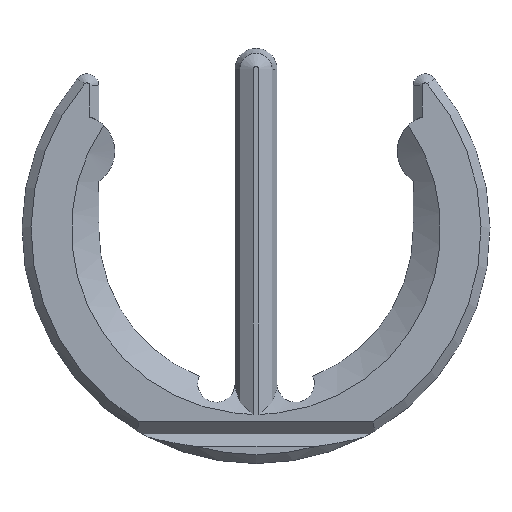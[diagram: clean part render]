
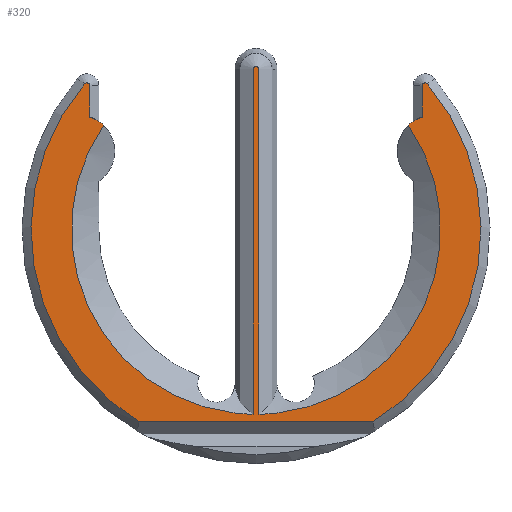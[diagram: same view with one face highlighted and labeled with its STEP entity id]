
A CAD part, left-side view. The second image highlights one B-rep face of the part: STEP entity #320.
In plain terms, the highlighted planar face has unit normal (-1, 0, 0).
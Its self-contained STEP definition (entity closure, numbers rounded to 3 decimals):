
#141 = VERTEX_POINT('',#142);
#142 = CARTESIAN_POINT('',(-0.7,5.087,3.482));
#192 = EDGE_CURVE('',#141,#193,#195,.T.);
#193 = VERTEX_POINT('',#194);
#194 = CARTESIAN_POINT('',(-0.7,0.7,-6.125));
#195 = CIRCLE('',#196,6.165);
#196 = AXIS2_PLACEMENT_3D('',#197,#198,#199);
#197 = CARTESIAN_POINT('',(-0.7,0.,0.));
#198 = DIRECTION('',(-1.,0.,0.));
#199 = DIRECTION('',(0.,-0.208,0.978)
  );
#201 = EDGE_CURVE('',#193,#202,#204,.T.);
#202 = VERTEX_POINT('',#203);
#203 = CARTESIAN_POINT('',(-0.7,0.4,-6.152));
#204 = B_SPLINE_CURVE_WITH_KNOTS('',4,(#205,#206,#207,#208,#209),
  .UNSPECIFIED.,.F.,.F.,(5,5),(0.,1.),.PIECEWISE_BEZIER_KNOTS.);
#205 = CARTESIAN_POINT('',(-0.7,0.7,-6.125));
#206 = CARTESIAN_POINT('',(-0.7,0.625,-6.133));
#207 = CARTESIAN_POINT('',(-0.7,0.55,-6.141));
#208 = CARTESIAN_POINT('',(-0.7,0.475,-6.147));
#209 = CARTESIAN_POINT('',(-0.7,0.4,-6.152));
#211 = EDGE_CURVE('',#202,#212,#214,.T.);
#212 = VERTEX_POINT('',#213);
#213 = CARTESIAN_POINT('',(-0.7,0.1,-6.164));
#214 = B_SPLINE_CURVE_WITH_KNOTS('',4,(#215,#216,#217,#218,#219),
  .UNSPECIFIED.,.F.,.F.,(5,5),(0.,1.),.PIECEWISE_BEZIER_KNOTS.);
#215 = CARTESIAN_POINT('',(-0.7,0.4,-6.152));
#216 = CARTESIAN_POINT('',(-0.7,0.325,-6.157));
#217 = CARTESIAN_POINT('',(-0.7,0.25,-6.16));
#218 = CARTESIAN_POINT('',(-0.7,0.175,-6.163));
#219 = CARTESIAN_POINT('',(-0.7,0.1,-6.164));
#268 = EDGE_CURVE('',#212,#269,#271,.T.);
#269 = VERTEX_POINT('',#270);
#270 = CARTESIAN_POINT('',(-0.7,0.1,5.35));
#271 = LINE('',#272,#273);
#272 = CARTESIAN_POINT('',(-0.7,0.1,-6.152));
#273 = VECTOR('',#274,1.);
#274 = DIRECTION('',(0.,0.,1.));
#320 = ADVANCED_FACE('',(#321),#467,.T.);
#321 = FACE_BOUND('',#322,.T.);
#322 = EDGE_LOOP('',(#323,#334,#343,#352,#362,#372,#380,#387,#388,#389,
    #390,#391,#400,#409,#417,#426,#435,#443,#452,#461));
#323 = ORIENTED_EDGE('',*,*,#324,.F.);
#324 = EDGE_CURVE('',#325,#327,#329,.T.);
#325 = VERTEX_POINT('',#326);
#326 = CARTESIAN_POINT('',(-0.7,-5.25,3.612));
#327 = VERTEX_POINT('',#328);
#328 = CARTESIAN_POINT('',(-0.7,-5.55,3.757));
#329 = CIRCLE('',#330,1.2);
#330 = AXIS2_PLACEMENT_3D('',#331,#332,#333);
#331 = CARTESIAN_POINT('',(-0.7,-5.917,2.615));
#332 = DIRECTION('',(1.,0.,0.));
#333 = DIRECTION('',(0.,0.,-1.));
#334 = ORIENTED_EDGE('',*,*,#335,.F.);
#335 = EDGE_CURVE('',#336,#325,#338,.T.);
#336 = VERTEX_POINT('',#337);
#337 = CARTESIAN_POINT('',(-0.7,-5.087,3.482));
#338 = CIRCLE('',#339,1.2);
#339 = AXIS2_PLACEMENT_3D('',#340,#341,#342);
#340 = CARTESIAN_POINT('',(-0.7,-5.917,2.615));
#341 = DIRECTION('',(1.,0.,0.));
#342 = DIRECTION('',(0.,1.,0.));
#343 = ORIENTED_EDGE('',*,*,#344,.F.);
#344 = EDGE_CURVE('',#345,#336,#347,.T.);
#345 = VERTEX_POINT('',#346);
#346 = CARTESIAN_POINT('',(-0.7,-0.7,-6.125));
#347 = CIRCLE('',#348,6.165);
#348 = AXIS2_PLACEMENT_3D('',#349,#350,#351);
#349 = CARTESIAN_POINT('',(-0.7,0.,0.));
#350 = DIRECTION('',(-1.,0.,0.));
#351 = DIRECTION('',(0.,-0.208,0.978)
  );
#352 = ORIENTED_EDGE('',*,*,#353,.T.);
#353 = EDGE_CURVE('',#345,#354,#356,.T.);
#354 = VERTEX_POINT('',#355);
#355 = CARTESIAN_POINT('',(-0.7,-0.4,-6.152));
#356 = B_SPLINE_CURVE_WITH_KNOTS('',4,(#357,#358,#359,#360,#361),
  .UNSPECIFIED.,.F.,.F.,(5,5),(0.,1.),.PIECEWISE_BEZIER_KNOTS.);
#357 = CARTESIAN_POINT('',(-0.7,-0.7,-6.125));
#358 = CARTESIAN_POINT('',(-0.7,-0.625,-6.133));
#359 = CARTESIAN_POINT('',(-0.7,-0.55,-6.141));
#360 = CARTESIAN_POINT('',(-0.7,-0.475,-6.147));
#361 = CARTESIAN_POINT('',(-0.7,-0.4,-6.152));
#362 = ORIENTED_EDGE('',*,*,#363,.T.);
#363 = EDGE_CURVE('',#354,#364,#366,.T.);
#364 = VERTEX_POINT('',#365);
#365 = CARTESIAN_POINT('',(-0.7,-0.1,-6.164));
#366 = B_SPLINE_CURVE_WITH_KNOTS('',4,(#367,#368,#369,#370,#371),
  .UNSPECIFIED.,.F.,.F.,(5,5),(0.,1.),.PIECEWISE_BEZIER_KNOTS.);
#367 = CARTESIAN_POINT('',(-0.7,-0.4,-6.152));
#368 = CARTESIAN_POINT('',(-0.7,-0.325,-6.157));
#369 = CARTESIAN_POINT('',(-0.7,-0.25,-6.16));
#370 = CARTESIAN_POINT('',(-0.7,-0.175,-6.163));
#371 = CARTESIAN_POINT('',(-0.7,-0.1,-6.164));
#372 = ORIENTED_EDGE('',*,*,#373,.F.);
#373 = EDGE_CURVE('',#374,#364,#376,.T.);
#374 = VERTEX_POINT('',#375);
#375 = CARTESIAN_POINT('',(-0.7,-0.1,5.35));
#376 = LINE('',#377,#378);
#377 = CARTESIAN_POINT('',(-0.7,-0.1,5.35));
#378 = VECTOR('',#379,1.);
#379 = DIRECTION('',(0.,0.,-1.));
#380 = ORIENTED_EDGE('',*,*,#381,.F.);
#381 = EDGE_CURVE('',#269,#374,#382,.T.);
#382 = CIRCLE('',#383,0.1);
#383 = AXIS2_PLACEMENT_3D('',#384,#385,#386);
#384 = CARTESIAN_POINT('',(-0.7,0.,5.35));
#385 = DIRECTION('',(1.,0.,0.));
#386 = DIRECTION('',(0.,1.,0.));
#387 = ORIENTED_EDGE('',*,*,#268,.F.);
#388 = ORIENTED_EDGE('',*,*,#211,.F.);
#389 = ORIENTED_EDGE('',*,*,#201,.F.);
#390 = ORIENTED_EDGE('',*,*,#192,.F.);
#391 = ORIENTED_EDGE('',*,*,#392,.F.);
#392 = EDGE_CURVE('',#393,#141,#395,.T.);
#393 = VERTEX_POINT('',#394);
#394 = CARTESIAN_POINT('',(-0.7,5.25,3.612));
#395 = CIRCLE('',#396,1.2);
#396 = AXIS2_PLACEMENT_3D('',#397,#398,#399);
#397 = CARTESIAN_POINT('',(-0.7,5.917,2.615));
#398 = DIRECTION('',(1.,0.,0.));
#399 = DIRECTION('',(0.,1.,0.));
#400 = ORIENTED_EDGE('',*,*,#401,.T.);
#401 = EDGE_CURVE('',#393,#402,#404,.T.);
#402 = VERTEX_POINT('',#403);
#403 = CARTESIAN_POINT('',(-0.7,5.55,3.757));
#404 = CIRCLE('',#405,1.2);
#405 = AXIS2_PLACEMENT_3D('',#406,#407,#408);
#406 = CARTESIAN_POINT('',(-0.7,5.917,2.615));
#407 = DIRECTION('',(-1.,0.,0.));
#408 = DIRECTION('',(0.,0.,-1.));
#409 = ORIENTED_EDGE('',*,*,#410,.F.);
#410 = EDGE_CURVE('',#411,#402,#413,.T.);
#411 = VERTEX_POINT('',#412);
#412 = CARTESIAN_POINT('',(-0.7,5.55,4.798));
#413 = LINE('',#414,#415);
#414 = CARTESIAN_POINT('',(-0.7,5.55,4.798));
#415 = VECTOR('',#416,1.);
#416 = DIRECTION('',(0.,0.,-1.));
#417 = ORIENTED_EDGE('',*,*,#418,.F.);
#418 = EDGE_CURVE('',#419,#411,#421,.T.);
#419 = VERTEX_POINT('',#420);
#420 = CARTESIAN_POINT('',(-0.7,5.726,4.863));
#421 = CIRCLE('',#422,0.1);
#422 = AXIS2_PLACEMENT_3D('',#423,#424,#425);
#423 = CARTESIAN_POINT('',(-0.7,5.65,4.798));
#424 = DIRECTION('',(1.,0.,0.));
#425 = DIRECTION('',(0.,0.762,0.647)
  );
#426 = ORIENTED_EDGE('',*,*,#427,.F.);
#427 = EDGE_CURVE('',#428,#419,#430,.T.);
#428 = VERTEX_POINT('',#429);
#429 = CARTESIAN_POINT('',(-0.7,3.899,-6.422));
#430 = CIRCLE('',#431,7.513);
#431 = AXIS2_PLACEMENT_3D('',#432,#433,#434);
#432 = CARTESIAN_POINT('',(-0.7,0.,0.));
#433 = DIRECTION('',(1.,0.,0.));
#434 = DIRECTION('',(0.,-0.762,0.647)
  );
#435 = ORIENTED_EDGE('',*,*,#436,.T.);
#436 = EDGE_CURVE('',#428,#437,#439,.T.);
#437 = VERTEX_POINT('',#438);
#438 = CARTESIAN_POINT('',(-0.7,-3.899,-6.422));
#439 = LINE('',#440,#441);
#440 = CARTESIAN_POINT('',(-0.7,-10.631,-6.422));
#441 = VECTOR('',#442,1.);
#442 = DIRECTION('',(0.,-1.,0.));
#443 = ORIENTED_EDGE('',*,*,#444,.F.);
#444 = EDGE_CURVE('',#445,#437,#447,.T.);
#445 = VERTEX_POINT('',#446);
#446 = CARTESIAN_POINT('',(-0.7,-5.726,4.863));
#447 = CIRCLE('',#448,7.513);
#448 = AXIS2_PLACEMENT_3D('',#449,#450,#451);
#449 = CARTESIAN_POINT('',(-0.7,0.,0.));
#450 = DIRECTION('',(1.,0.,0.));
#451 = DIRECTION('',(0.,-0.762,0.647)
  );
#452 = ORIENTED_EDGE('',*,*,#453,.F.);
#453 = EDGE_CURVE('',#454,#445,#456,.T.);
#454 = VERTEX_POINT('',#455);
#455 = CARTESIAN_POINT('',(-0.7,-5.55,4.798));
#456 = CIRCLE('',#457,0.1);
#457 = AXIS2_PLACEMENT_3D('',#458,#459,#460);
#458 = CARTESIAN_POINT('',(-0.7,-5.65,4.798));
#459 = DIRECTION('',(1.,0.,0.));
#460 = DIRECTION('',(0.,1.,0.));
#461 = ORIENTED_EDGE('',*,*,#462,.F.);
#462 = EDGE_CURVE('',#327,#454,#463,.T.);
#463 = LINE('',#464,#465);
#464 = CARTESIAN_POINT('',(-0.7,-5.55,3.612));
#465 = VECTOR('',#466,1.);
#466 = DIRECTION('',(0.,0.,1.));
#467 = PLANE('',#468);
#468 = AXIS2_PLACEMENT_3D('',#469,#470,#471);
#469 = CARTESIAN_POINT('',(-0.7,0.,-1.085));
#470 = DIRECTION('',(-1.,0.,0.));
#471 = DIRECTION('',(0.,0.,-1.));
